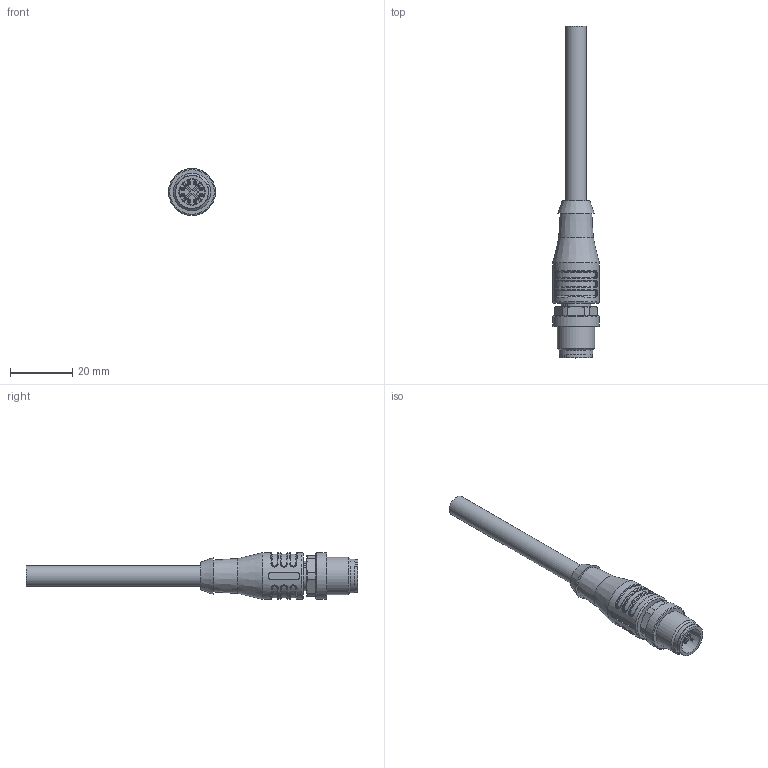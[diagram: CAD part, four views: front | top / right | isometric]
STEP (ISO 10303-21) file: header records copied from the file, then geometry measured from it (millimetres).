
FILE_DESCRIPTION(/* description */ (''),/* implementation_level */ '2;1');
FILE_NAME(/* name */ 'RA-WASSX8-L_S5006.stp',/* time_stamp */ '2017-09-01T14:15:33+02:00',/* author */ (''),/* organization */ (''),/* preprocessor_version */ 'ST-DEVELOPER v16',/* originating_system */ 'SIEMENS PLM Software NX 10.0',/* authorisation */ '');
FILE_SCHEMA (('AUTOMOTIVE_DESIGN { 1 0 10303 214 3 1 1 1 }'));
Length unit declared in the file: millimetre
Products named in the file (1): RA-WASSX8-L_S5006_stp
Bounding box: 15 x 106.5 x 15 mm (x, y, z)
Volume: 8022.6 mm3; surface area: 4212.8 mm2
Topology: 1 solids, 1 shells, 246 faces, 623 edges, 400 vertices
Faces by surface type: plane 92, cylinder 59, bspline 32, cone 30, torus 25, sphere 8
Full cylindrical faces by diameter (mm): 0.6 x8, 6.6 x1, 10.8 x1, 12 x1, 15 x2
Entity records: 8212 total; most frequent: CARTESIAN_POINT 2847, DIRECTION 1090, ORIENTED_EDGE 1086, EDGE_CURVE 543, AXIS2_PLACEMENT_3D 452, VERTEX_POINT 361, EDGE_LOOP 308, ADVANCED_FACE 246
